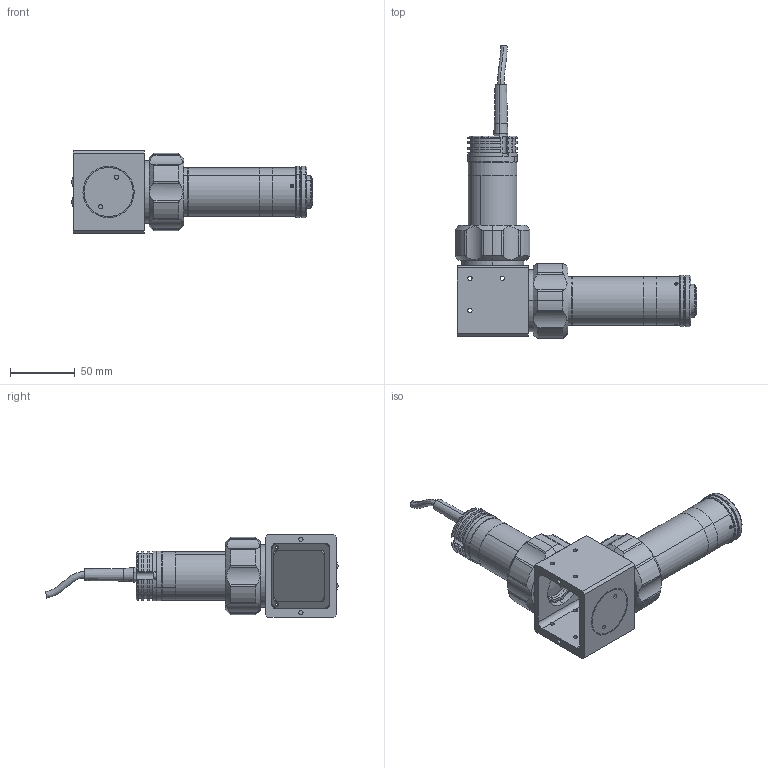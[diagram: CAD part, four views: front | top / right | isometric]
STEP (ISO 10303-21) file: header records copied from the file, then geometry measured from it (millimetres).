
FILE_DESCRIPTION (( 'STEP AP203' ), '1' );
FILE_NAME ('DP71593-C_TCCXQ100-G.step', '2021-11-26T13:42:51', ( '' ), ( '' ), 'SwSTEP 2.0', 'SolidWorks 2021', '' );
FILE_SCHEMA (( 'CONFIG_CONTROL_DESIGN' ));
Length unit declared in the file: millimetre
Products named in the file (1): DP71593-C_TCCXQ100-G
Bounding box: 186.91 x 226.28 x 64 mm (x, y, z)
Surface area: 81958.3 mm2 (no closed solid volume)
Topology: 0 solids, 43 shells, 374 faces, 1161 edges, 825 vertices
Faces by surface type: cylinder 184, plane 142, cone 34, torus 8, sphere 4, bspline 2
Entity records: 14248 total; most frequent: CARTESIAN_POINT 3667, DIRECTION 2296, ORIENTED_EDGE 1945, EDGE_CURVE 1161, AXIS2_PLACEMENT_3D 874, VERTEX_POINT 825, LINE 548, VECTOR 548
